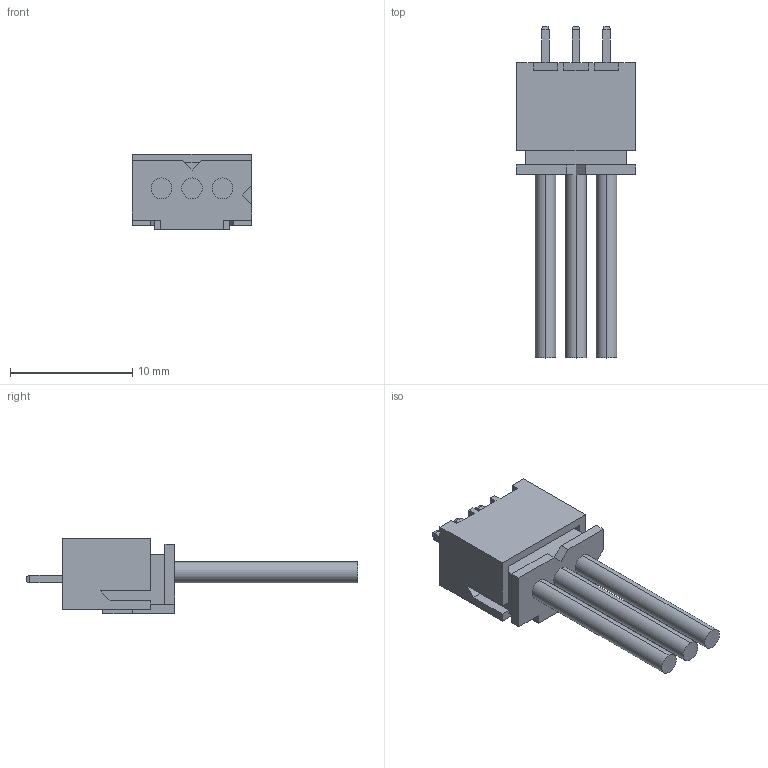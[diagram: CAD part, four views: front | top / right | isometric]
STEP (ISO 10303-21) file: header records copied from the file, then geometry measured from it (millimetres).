
FILE_DESCRIPTION (( 'STEP AP214' ), '1' );
FILE_NAME ('JST_XH_3P.STEP', '2022-11-28T15:40:53', ( '' ), ( '' ), 'SwSTEP 2.0', 'SolidWorks 2022', '' );
FILE_SCHEMA (( 'AUTOMOTIVE_DESIGN' ));
Length unit declared in the file: millimetre
Products named in the file (3): JST_XHP_3; JST - XH - Thru - 3Pin - 2.5mm (Genuine).stp; JST_XH_3P
Assembly tree (2 placements, depth 2):
  JST_XH_3P
    JST_XHP_3
    JST - XH - Thru - 3Pin - 2.5mm (Genuine).stp
Bounding box: 9.8 x 27.17 x 6.2 mm (x, y, z)
Volume: 528.3 mm3; surface area: 1129.8 mm2
Topology: 2 solids, 22 shells, 347 faces, 842 edges, 548 vertices
Faces by surface type: plane 298, bspline 43, cylinder 6
Entity records: 12113 total; most frequent: CARTESIAN_POINT 3429, ORIENTED_EDGE 1684, DIRECTION 1192, EDGE_CURVE 842, VECTOR 550, LINE 550, VERTEX_POINT 548, EDGE_LOOP 368
